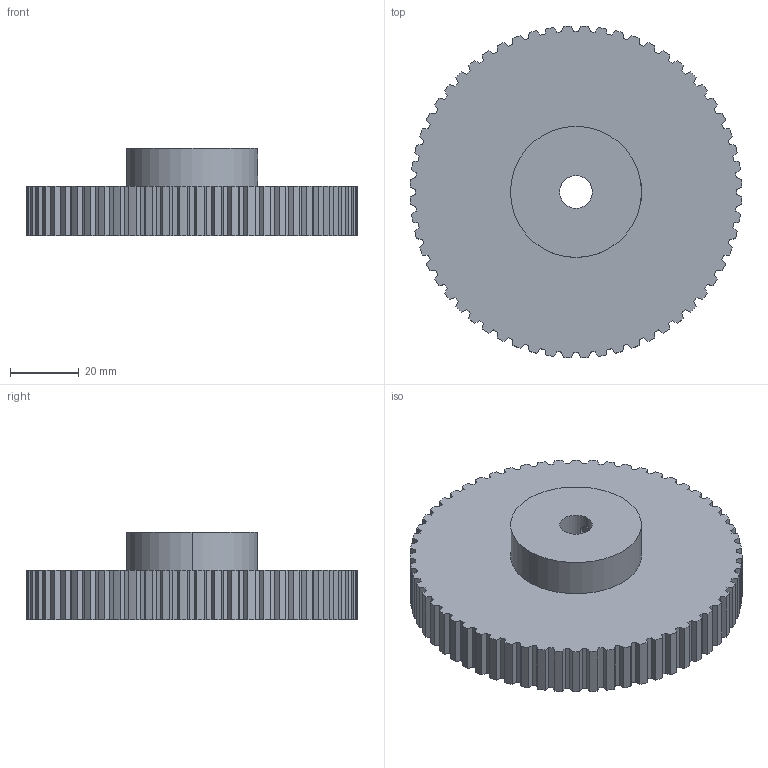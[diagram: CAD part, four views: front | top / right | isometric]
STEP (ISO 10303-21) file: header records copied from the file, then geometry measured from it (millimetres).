
FILE_DESCRIPTION (( 'STEP AP203' ), '1' );
FILE_NAME ('6495K732.step', '2016-12-05T14:26:06', ( 'Admin' ), ( 'McMaster-Carr Supply Co' ), 'SwSTEP 2.0', 'SolidWorks 2010', '' );
FILE_SCHEMA (( 'CONFIG_CONTROL_DESIGN' ));
Length unit declared in the file: inch
Products named in the file (1): 6495K732
Bounding box: 96.48 x 96.48 x 25.4 mm (x, y, z)
Volume: 112744.2 mm3; surface area: 22213.1 mm2
Topology: 1 solids, 1 shells, 264 faces, 776 edges, 516 vertices
Faces by surface type: plane 192, cylinder 68, cone 4
Entity records: 8921 total; most frequent: CARTESIAN_POINT 1675, ORIENTED_EDGE 1552, DIRECTION 1442, EDGE_CURVE 776, LINE 632, VECTOR 632, VERTEX_POINT 516, AXIS2_PLACEMENT_3D 405
